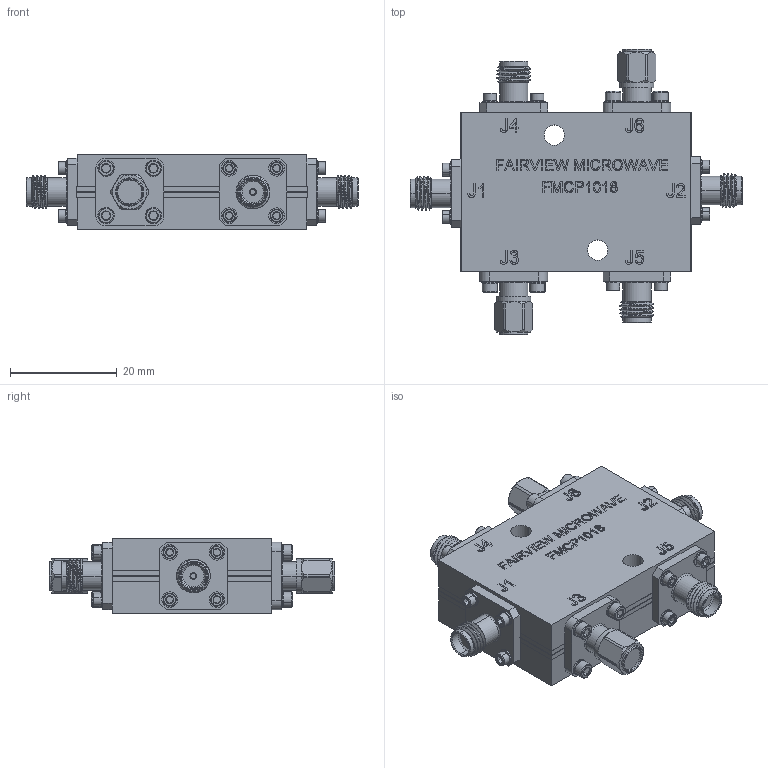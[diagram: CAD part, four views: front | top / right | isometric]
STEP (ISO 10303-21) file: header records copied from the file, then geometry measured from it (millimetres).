
FILE_DESCRIPTION (( 'STEP AP203' ), '1' );
FILE_NAME ('FMCP1018-PE2CP1018.step', '2018-11-05T19:34:31', ( '' ), ( '' ), 'SwSTEP 2.0', 'SolidWorks 2017', '' );
FILE_SCHEMA (( 'CONFIG_CONTROL_DESIGN' ));
Products named in the file (1): FMCP1018-PE2CP1018
Bounding box: 62.33 x 53.59 x 13.97 mm (x, y, z)
Volume: 20805.7 mm3; surface area: 9761.7 mm2
Topology: 7 solids, 9 shells, 1985 faces, 4863 edges, 3102 vertices
Faces by surface type: plane 726, cylinder 650, cone 364, bspline 233, torus 12
Entity records: 89134 total; most frequent: CARTESIAN_POINT 45612, ORIENTED_EDGE 9726, DIRECTION 8099, EDGE_CURVE 4863, VERTEX_POINT 3102, AXIS2_PLACEMENT_3D 2929, VECTOR 2241, LINE 2241
